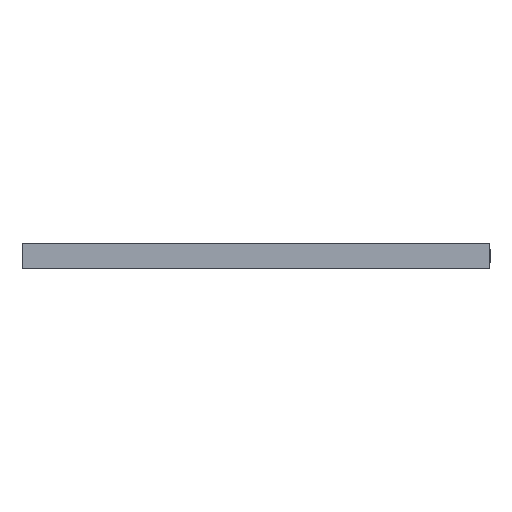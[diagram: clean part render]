
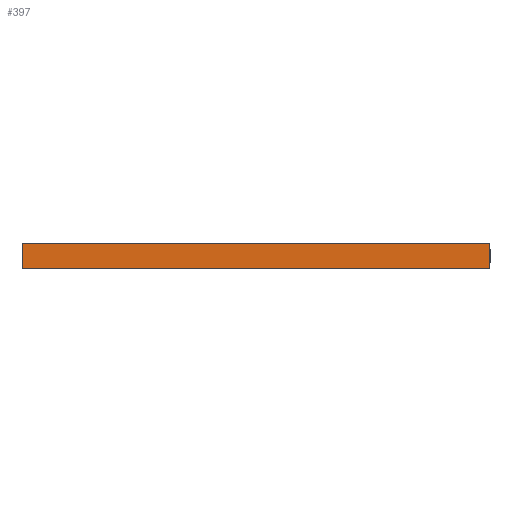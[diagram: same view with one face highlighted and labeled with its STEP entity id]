
A CAD part, left-side view. The second image highlights one B-rep face of the part: STEP entity #397.
In plain terms, the highlighted planar face has unit normal (-1, 0, 0).
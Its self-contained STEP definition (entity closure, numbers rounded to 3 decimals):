
#8 = CARTESIAN_POINT ( 'NONE',  ( -64.5, -74., -4. ) ) ;
#78 = DIRECTION ( 'NONE',  ( 0., -1., 0. ) ) ;
#122 = VECTOR ( 'NONE', #1178, 1000. ) ;
#178 = ORIENTED_EDGE ( 'NONE', *, *, #969, .F. ) ;
#208 = DIRECTION ( 'NONE',  ( 0., 0., -1. ) ) ;
#251 = LINE ( 'NONE', #1683, #1899 ) ;
#397 = ADVANCED_FACE ( 'NONE', ( #653 ), #1958, .F. ) ;
#460 = EDGE_CURVE ( 'NONE', #1897, #830, #1969, .T. ) ;
#509 = CARTESIAN_POINT ( 'NONE',  ( -64.5, 74., -4. ) ) ;
#522 = CARTESIAN_POINT ( 'NONE',  ( -64.5, 74., -4. ) ) ;
#602 = VERTEX_POINT ( 'NONE', #2020 ) ;
#653 = FACE_OUTER_BOUND ( 'NONE', #1453, .T. ) ;
#709 = VECTOR ( 'NONE', #1907, 1000. ) ;
#735 = LINE ( 'NONE', #1917, #709 ) ;
#802 = CARTESIAN_POINT ( 'NONE',  ( -64.5, 74., 4. ) ) ;
#830 = VERTEX_POINT ( 'NONE', #8 ) ;
#871 = LINE ( 'NONE', #1842, #1185 ) ;
#928 = EDGE_CURVE ( 'NONE', #602, #830, #871, .T. ) ;
#967 = ORIENTED_EDGE ( 'NONE', *, *, #460, .T. ) ;
#969 = EDGE_CURVE ( 'NONE', #1513, #602, #251, .T. ) ;
#1023 = CARTESIAN_POINT ( 'NONE',  ( -64.5, 74., 4. ) ) ;
#1178 = DIRECTION ( 'NONE',  ( 0., -1., 0. ) ) ;
#1185 = VECTOR ( 'NONE', #208, 1000. ) ;
#1382 = ORIENTED_EDGE ( 'NONE', *, *, #928, .F. ) ;
#1428 = ORIENTED_EDGE ( 'NONE', *, *, #1437, .T. ) ;
#1437 = EDGE_CURVE ( 'NONE', #1513, #1897, #735, .T. ) ;
#1453 = EDGE_LOOP ( 'NONE', ( #967, #1382, #178, #1428 ) ) ;
#1456 = DIRECTION ( 'NONE',  ( 0., 1., 0. ) ) ;
#1513 = VERTEX_POINT ( 'NONE', #1023 ) ;
#1683 = CARTESIAN_POINT ( 'NONE',  ( -64.5, 74., 4. ) ) ;
#1777 = DIRECTION ( 'NONE',  ( 1., 0., 0. ) ) ;
#1842 = CARTESIAN_POINT ( 'NONE',  ( -64.5, -74., 4. ) ) ;
#1897 = VERTEX_POINT ( 'NONE', #522 ) ;
#1899 = VECTOR ( 'NONE', #78, 1000. ) ;
#1907 = DIRECTION ( 'NONE',  ( 0., 0., -1. ) ) ;
#1917 = CARTESIAN_POINT ( 'NONE',  ( -64.5, 74., 4. ) ) ;
#1958 = PLANE ( 'NONE',  #2023 ) ;
#1969 = LINE ( 'NONE', #509, #122 ) ;
#2020 = CARTESIAN_POINT ( 'NONE',  ( -64.5, -74., 4. ) ) ;
#2023 = AXIS2_PLACEMENT_3D ( 'NONE', #802, #1777, #1456 ) ;
